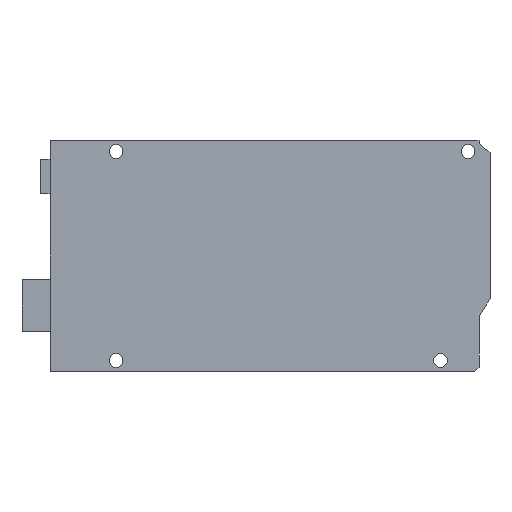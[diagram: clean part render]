
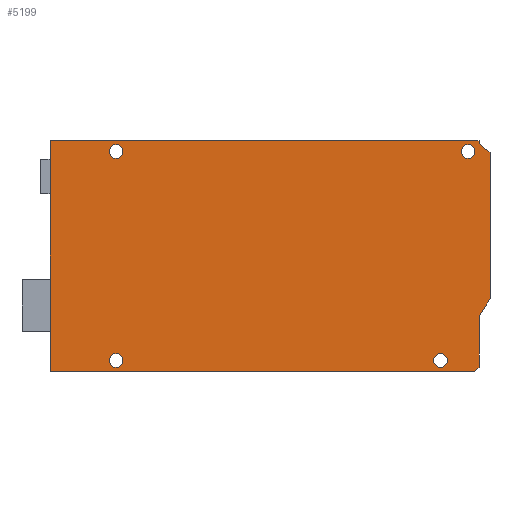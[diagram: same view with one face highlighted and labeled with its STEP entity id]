
A CAD part, front view. The second image highlights one B-rep face of the part: STEP entity #5199.
In plain terms, the highlighted planar face has unit normal (0, -1, 0).
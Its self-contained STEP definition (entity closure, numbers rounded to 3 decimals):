
#444 = VERTEX_POINT('',#445);
#445 = CARTESIAN_POINT('',(45.72,0.,25.73));
#463 = VERTEX_POINT('',#464);
#464 = CARTESIAN_POINT('',(45.72,0.,22.53));
#470 = EDGE_CURVE('',#463,#444,#471,.T.);
#471 = CIRCLE('',#472,1.6);
#472 = AXIS2_PLACEMENT_3D('',#473,#474,#475);
#473 = CARTESIAN_POINT('',(45.72,0.,24.13));
#474 = DIRECTION('',(-0.,1.,0.));
#475 = DIRECTION('',(0.,0.,-1.));
#486 = VERTEX_POINT('',#487);
#487 = CARTESIAN_POINT('',(-35.56,0.,25.73));
#505 = VERTEX_POINT('',#506);
#506 = CARTESIAN_POINT('',(-35.56,0.,22.53));
#512 = EDGE_CURVE('',#505,#486,#513,.T.);
#513 = CIRCLE('',#514,1.6);
#514 = AXIS2_PLACEMENT_3D('',#515,#516,#517);
#515 = CARTESIAN_POINT('',(-35.56,0.,24.13));
#516 = DIRECTION('',(-0.,1.,0.));
#517 = DIRECTION('',(0.,0.,-1.));
#528 = VERTEX_POINT('',#529);
#529 = CARTESIAN_POINT('',(39.37,0.,-22.53));
#547 = VERTEX_POINT('',#548);
#548 = CARTESIAN_POINT('',(39.37,0.,-25.73));
#554 = EDGE_CURVE('',#547,#528,#555,.T.);
#555 = CIRCLE('',#556,1.6);
#556 = AXIS2_PLACEMENT_3D('',#557,#558,#559);
#557 = CARTESIAN_POINT('',(39.37,0.,-24.13));
#558 = DIRECTION('',(-0.,1.,0.));
#559 = DIRECTION('',(0.,0.,-1.));
#570 = VERTEX_POINT('',#571);
#571 = CARTESIAN_POINT('',(-35.56,0.,-22.53));
#589 = VERTEX_POINT('',#590);
#590 = CARTESIAN_POINT('',(-35.56,0.,-25.73));
#596 = EDGE_CURVE('',#589,#570,#597,.T.);
#597 = CIRCLE('',#598,1.6);
#598 = AXIS2_PLACEMENT_3D('',#599,#600,#601);
#599 = CARTESIAN_POINT('',(-35.56,0.,-24.13));
#600 = DIRECTION('',(-0.,1.,0.));
#601 = DIRECTION('',(0.,0.,-1.));
#5079 = EDGE_CURVE('',#5080,#5082,#5084,.T.);
#5080 = VERTEX_POINT('',#5081);
#5081 = CARTESIAN_POINT('',(50.8,0.,23.889));
#5082 = VERTEX_POINT('',#5083);
#5083 = CARTESIAN_POINT('',(50.8,0.,-9.889));
#5084 = LINE('',#5085,#5086);
#5085 = CARTESIAN_POINT('',(50.8,0.,26.67));
#5086 = VECTOR('',#5087,1.);
#5087 = DIRECTION('',(0.,0.,-1.));
#5112 = VERTEX_POINT('',#5113);
#5113 = CARTESIAN_POINT('',(47.26,0.,-26.67));
#5119 = EDGE_CURVE('',#5112,#5120,#5122,.T.);
#5120 = VERTEX_POINT('',#5121);
#5121 = CARTESIAN_POINT('',(-50.8,0.,-26.67));
#5122 = LINE('',#5123,#5124);
#5123 = CARTESIAN_POINT('',(-50.8,0.,-26.67));
#5124 = VECTOR('',#5125,1.);
#5125 = DIRECTION('',(-1.,-0.,-0.));
#5141 = EDGE_CURVE('',#5120,#5142,#5144,.T.);
#5142 = VERTEX_POINT('',#5143);
#5143 = CARTESIAN_POINT('',(-50.8,0.,26.67));
#5144 = LINE('',#5145,#5146);
#5145 = CARTESIAN_POINT('',(-50.8,0.,26.67));
#5146 = VECTOR('',#5147,1.);
#5147 = DIRECTION('',(-0.,-0.,1.));
#5179 = EDGE_CURVE('',#5142,#5180,#5182,.T.);
#5180 = VERTEX_POINT('',#5181);
#5181 = CARTESIAN_POINT('',(48.26,0.,26.67));
#5182 = LINE('',#5183,#5184);
#5183 = CARTESIAN_POINT('',(-50.8,0.,26.67));
#5184 = VECTOR('',#5185,1.);
#5185 = DIRECTION('',(1.,0.,0.));
#5199 = ADVANCED_FACE('',(#5200,#5242,#5252,#5262,#5272),#5282,.T.);
#5200 = FACE_BOUND('',#5201,.T.);
#5201 = EDGE_LOOP('',(#5202,#5210,#5211,#5219,#5225,#5226,#5227,#5228,
    #5236));
#5202 = ORIENTED_EDGE('',*,*,#5203,.T.);
#5203 = EDGE_CURVE('',#5204,#5082,#5206,.T.);
#5204 = VERTEX_POINT('',#5205);
#5205 = CARTESIAN_POINT('',(48.26,0.,-13.97));
#5206 = LINE('',#5207,#5208);
#5207 = CARTESIAN_POINT('',(48.26,0.,-13.97));
#5208 = VECTOR('',#5209,1.);
#5209 = DIRECTION('',(0.528,0.,0.849));
#5210 = ORIENTED_EDGE('',*,*,#5079,.F.);
#5211 = ORIENTED_EDGE('',*,*,#5212,.T.);
#5212 = EDGE_CURVE('',#5080,#5213,#5215,.T.);
#5213 = VERTEX_POINT('',#5214);
#5214 = CARTESIAN_POINT('',(48.26,0.,25.929));
#5215 = LINE('',#5216,#5217);
#5216 = CARTESIAN_POINT('',(48.26,0.,25.929));
#5217 = VECTOR('',#5218,1.);
#5218 = DIRECTION('',(-0.78,0.,0.626));
#5219 = ORIENTED_EDGE('',*,*,#5220,.T.);
#5220 = EDGE_CURVE('',#5213,#5180,#5221,.T.);
#5221 = LINE('',#5222,#5223);
#5222 = CARTESIAN_POINT('',(48.26,0.,26.67));
#5223 = VECTOR('',#5224,1.);
#5224 = DIRECTION('',(0.,0.,1.));
#5225 = ORIENTED_EDGE('',*,*,#5179,.F.);
#5226 = ORIENTED_EDGE('',*,*,#5141,.F.);
#5227 = ORIENTED_EDGE('',*,*,#5119,.F.);
#5228 = ORIENTED_EDGE('',*,*,#5229,.T.);
#5229 = EDGE_CURVE('',#5112,#5230,#5232,.T.);
#5230 = VERTEX_POINT('',#5231);
#5231 = CARTESIAN_POINT('',(48.26,-0.,-25.67));
#5232 = LINE('',#5233,#5234);
#5233 = CARTESIAN_POINT('',(47.26,0.,-26.67));
#5234 = VECTOR('',#5235,1.);
#5235 = DIRECTION('',(0.707,0.,0.707));
#5236 = ORIENTED_EDGE('',*,*,#5237,.T.);
#5237 = EDGE_CURVE('',#5230,#5204,#5238,.T.);
#5238 = LINE('',#5239,#5240);
#5239 = CARTESIAN_POINT('',(48.26,0.,-25.67));
#5240 = VECTOR('',#5241,1.);
#5241 = DIRECTION('',(0.,0.,1.));
#5242 = FACE_BOUND('',#5243,.T.);
#5243 = EDGE_LOOP('',(#5244,#5251));
#5244 = ORIENTED_EDGE('',*,*,#5245,.T.);
#5245 = EDGE_CURVE('',#444,#463,#5246,.T.);
#5246 = CIRCLE('',#5247,1.6);
#5247 = AXIS2_PLACEMENT_3D('',#5248,#5249,#5250);
#5248 = CARTESIAN_POINT('',(45.72,0.,24.13));
#5249 = DIRECTION('',(-0.,1.,0.));
#5250 = DIRECTION('',(0.,0.,-1.));
#5251 = ORIENTED_EDGE('',*,*,#470,.T.);
#5252 = FACE_BOUND('',#5253,.T.);
#5253 = EDGE_LOOP('',(#5254,#5261));
#5254 = ORIENTED_EDGE('',*,*,#5255,.T.);
#5255 = EDGE_CURVE('',#486,#505,#5256,.T.);
#5256 = CIRCLE('',#5257,1.6);
#5257 = AXIS2_PLACEMENT_3D('',#5258,#5259,#5260);
#5258 = CARTESIAN_POINT('',(-35.56,0.,24.13));
#5259 = DIRECTION('',(-0.,1.,0.));
#5260 = DIRECTION('',(0.,0.,-1.));
#5261 = ORIENTED_EDGE('',*,*,#512,.T.);
#5262 = FACE_BOUND('',#5263,.T.);
#5263 = EDGE_LOOP('',(#5264,#5271));
#5264 = ORIENTED_EDGE('',*,*,#5265,.T.);
#5265 = EDGE_CURVE('',#528,#547,#5266,.T.);
#5266 = CIRCLE('',#5267,1.6);
#5267 = AXIS2_PLACEMENT_3D('',#5268,#5269,#5270);
#5268 = CARTESIAN_POINT('',(39.37,0.,-24.13));
#5269 = DIRECTION('',(-0.,1.,0.));
#5270 = DIRECTION('',(0.,0.,-1.));
#5271 = ORIENTED_EDGE('',*,*,#554,.T.);
#5272 = FACE_BOUND('',#5273,.T.);
#5273 = EDGE_LOOP('',(#5274,#5281));
#5274 = ORIENTED_EDGE('',*,*,#5275,.T.);
#5275 = EDGE_CURVE('',#570,#589,#5276,.T.);
#5276 = CIRCLE('',#5277,1.6);
#5277 = AXIS2_PLACEMENT_3D('',#5278,#5279,#5280);
#5278 = CARTESIAN_POINT('',(-35.56,0.,-24.13));
#5279 = DIRECTION('',(-0.,1.,0.));
#5280 = DIRECTION('',(0.,0.,-1.));
#5281 = ORIENTED_EDGE('',*,*,#596,.T.);
#5282 = PLANE('',#5283);
#5283 = AXIS2_PLACEMENT_3D('',#5284,#5285,#5286);
#5284 = CARTESIAN_POINT('',(0.,0.,0.));
#5285 = DIRECTION('',(0.,-1.,0.));
#5286 = DIRECTION('',(0.,-0.,-1.));
